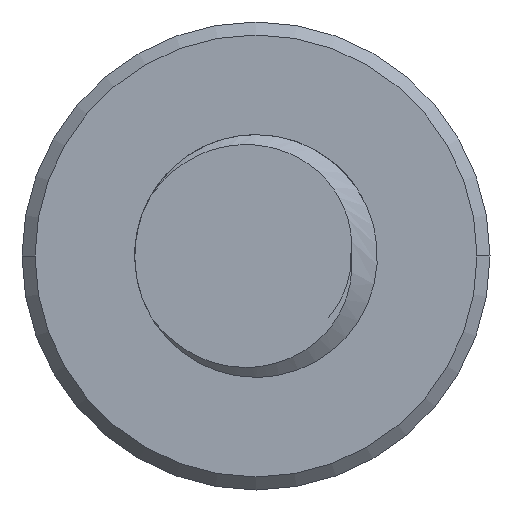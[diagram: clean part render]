
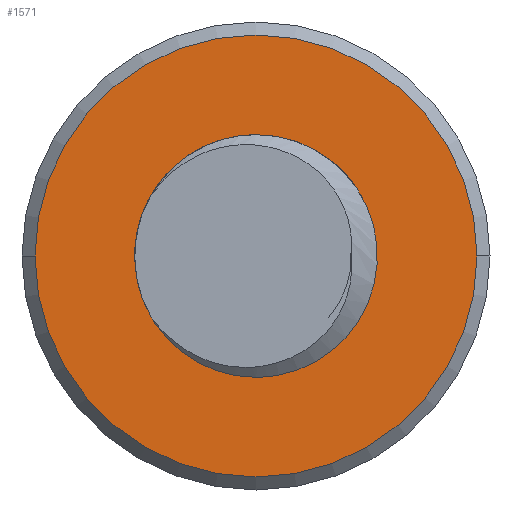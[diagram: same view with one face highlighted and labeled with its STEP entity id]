
A CAD part, front view. The second image highlights one B-rep face of the part: STEP entity #1571.
In plain terms, the highlighted planar face has unit normal (0, -1, 0).
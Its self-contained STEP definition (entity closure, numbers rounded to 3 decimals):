
#73 = VERTEX_POINT ( 'NONE', #3769 ) ;
#100 = AXIS2_PLACEMENT_3D ( 'NONE', #3873, #1572, #4242 ) ;
#199 = CARTESIAN_POINT ( 'NONE',  ( 4.035, 0., -0.372 ) ) ;
#280 = EDGE_LOOP ( 'NONE', ( #3439, #1921, #924 ) ) ;
#330 = CARTESIAN_POINT ( 'NONE',  ( 1.539, 0., -0.122 ) ) ;
#380 = FACE_BOUND ( 'NONE', #280, .T. ) ;
#405 = VERTEX_POINT ( 'NONE', #2650 ) ;
#584 = CARTESIAN_POINT ( 'NONE',  ( 4.099, 0., 0.172 ) ) ;
#692 = AXIS2_PLACEMENT_3D ( 'NONE', #1211, #3891, #1595 ) ;
#711 = CARTESIAN_POINT ( 'NONE',  ( 1.687, 0., -0.506 ) ) ;
#924 = ORIENTED_EDGE ( 'NONE', *, *, #4854, .F. ) ;
#933 = CARTESIAN_POINT ( 'NONE',  ( 2.75, 0., 1.4 ) ) ;
#956 = CARTESIAN_POINT ( 'NONE',  ( 2.2, 0., -0.953 ) ) ;
#969 = CARTESIAN_POINT ( 'NONE',  ( 0.2, 0., 0. ) ) ;
#975 = CARTESIAN_POINT ( 'NONE',  ( 4.021, 0., 0.575 ) ) ;
#1027 = CARTESIAN_POINT ( 'NONE',  ( 2.2, 0., -0.953 ) ) ;
#1088 = CARTESIAN_POINT ( 'NONE',  ( 2.613, 0., 1.388 ) ) ;
#1101 = CARTESIAN_POINT ( 'NONE',  ( 1.959, 0., -0.815 ) ) ;
#1134 = AXIS2_PLACEMENT_3D ( 'NONE', #4115, #4100, #4022 ) ;
#1211 = CARTESIAN_POINT ( 'NONE',  ( 2.75, 0., 0. ) ) ;
#1215 = EDGE_LOOP ( 'NONE', ( #1309, #4008 ) ) ;
#1290 = B_SPLINE_CURVE_WITH_KNOTS ( 'NONE', 3,
 ( #2995, #1088, #1465, #4137, #1854, #4500, #2244, #4869, #2625, #330, #3010, #711, #3395, #1101, #3772, #1485 ),
 .UNSPECIFIED., .F., .F.,
 ( 4, 2, 2, 2, 2, 2, 2, 4 ),
 ( 0., 0., 0.001, 0.002, 0.002, 0.002, 0.003, 0.003 ),
 .UNSPECIFIED. ) ;
#1309 = ORIENTED_EDGE ( 'NONE', *, *, #2249, .F. ) ;
#1334 = CARTESIAN_POINT ( 'NONE',  ( 2.703, 0., -1.162 ) ) ;
#1465 = CARTESIAN_POINT ( 'NONE',  ( 2.48, 0., 1.357 ) ) ;
#1485 = CARTESIAN_POINT ( 'NONE',  ( 2.2, 0., -0.953 ) ) ;
#1571 = ADVANCED_FACE ( 'NONE', ( #380, #3433 ), #4465, .F. ) ;
#1572 = DIRECTION ( 'NONE',  ( 0., -1., 0. ) ) ;
#1595 = DIRECTION ( 'NONE',  ( -1., 0., 0. ) ) ;
#1724 = CARTESIAN_POINT ( 'NONE',  ( 3.114, 0., -1.148 ) ) ;
#1854 = CARTESIAN_POINT ( 'NONE',  ( 2.106, 0., 1.186 ) ) ;
#1921 = ORIENTED_EDGE ( 'NONE', *, *, #3131, .F. ) ;
#2072 = DIRECTION ( 'NONE',  ( 0., 1., 0. ) ) ;
#2118 = CARTESIAN_POINT ( 'NONE',  ( 3.495, 0., -0.992 ) ) ;
#2244 = CARTESIAN_POINT ( 'NONE',  ( 1.631, 0., 0.685 ) ) ;
#2249 = EDGE_CURVE ( 'NONE', #4632, #405, #4092, .T. ) ;
#2467 = CIRCLE ( 'NONE', #100, 1.4 ) ;
#2499 = CARTESIAN_POINT ( 'NONE',  ( 3.903, 0., -0.626 ) ) ;
#2625 = CARTESIAN_POINT ( 'NONE',  ( 1.519, 0., 0.15 ) ) ;
#2650 = CARTESIAN_POINT ( 'NONE',  ( 5.3, 0., 0. ) ) ;
#2879 = CARTESIAN_POINT ( 'NONE',  ( 4.1, 0., 0.035 ) ) ;
#2896 = AXIS2_PLACEMENT_3D ( 'NONE', #4338, #2072, #4699 ) ;
#2995 = CARTESIAN_POINT ( 'NONE',  ( 2.75, 0., 1.4 ) ) ;
#3010 = CARTESIAN_POINT ( 'NONE',  ( 1.574, 0., -0.258 ) ) ;
#3131 = EDGE_CURVE ( 'NONE', #4714, #73, #3476, .T. ) ;
#3254 = CARTESIAN_POINT ( 'NONE',  ( 2.313, 0., -1.033 ) ) ;
#3271 = CARTESIAN_POINT ( 'NONE',  ( 4.06, 0., 0.444 ) ) ;
#3289 = CIRCLE ( 'NONE', #2896, 2.55 ) ;
#3395 = CARTESIAN_POINT ( 'NONE',  ( 1.767, 0., -0.621 ) ) ;
#3433 = FACE_OUTER_BOUND ( 'NONE', #1215, .T. ) ;
#3439 = ORIENTED_EDGE ( 'NONE', *, *, #3539, .F. ) ;
#3476 = B_SPLINE_CURVE_WITH_KNOTS ( 'NONE', 3,
 ( #956, #3254, #3633, #1334, #4006, #1724, #4386, #2118, #4743, #2499, #199, #2879, #584, #3271, #975, #3651 ),
 .UNSPECIFIED., .F., .F.,
 ( 4, 2, 2, 2, 2, 2, 2, 4 ),
 ( 0., 0., 0.001, 0.001, 0.002, 0.002, 0.003, 0.003 ),
 .UNSPECIFIED. ) ;
#3539 = EDGE_CURVE ( 'NONE', #73, #3968, #2467, .T. ) ;
#3633 = CARTESIAN_POINT ( 'NONE',  ( 2.437, 0., -1.091 ) ) ;
#3651 = CARTESIAN_POINT ( 'NONE',  ( 3.962, 0., 0.7 ) ) ;
#3769 = CARTESIAN_POINT ( 'NONE',  ( 3.962, 0., 0.7 ) ) ;
#3772 = CARTESIAN_POINT ( 'NONE',  ( 2.074, 0., -0.895 ) ) ;
#3873 = CARTESIAN_POINT ( 'NONE',  ( 2.75, 0., 0. ) ) ;
#3891 = DIRECTION ( 'NONE',  ( 0., 1., 0. ) ) ;
#3968 = VERTEX_POINT ( 'NONE', #933 ) ;
#4006 = CARTESIAN_POINT ( 'NONE',  ( 2.84, 0., -1.174 ) ) ;
#4008 = ORIENTED_EDGE ( 'NONE', *, *, #4517, .F. ) ;
#4022 = DIRECTION ( 'NONE',  ( -1., 0., 0. ) ) ;
#4092 = CIRCLE ( 'NONE', #692, 2.55 ) ;
#4100 = DIRECTION ( 'NONE',  ( 0., 1., 0. ) ) ;
#4115 = CARTESIAN_POINT ( 'NONE',  ( 0., 0., 0. ) ) ;
#4137 = CARTESIAN_POINT ( 'NONE',  ( 2.224, 0., 1.255 ) ) ;
#4242 = DIRECTION ( 'NONE',  ( 0., 0., 1. ) ) ;
#4338 = CARTESIAN_POINT ( 'NONE',  ( 2.75, 0., 0. ) ) ;
#4386 = CARTESIAN_POINT ( 'NONE',  ( 3.247, 0., -1.111 ) ) ;
#4465 = PLANE ( 'NONE',  #1134 ) ;
#4500 = CARTESIAN_POINT ( 'NONE',  ( 1.786, 0., 0.928 ) ) ;
#4517 = EDGE_CURVE ( 'NONE', #405, #4632, #3289, .T. ) ;
#4632 = VERTEX_POINT ( 'NONE', #969 ) ;
#4699 = DIRECTION ( 'NONE',  ( -1., 0., 0. ) ) ;
#4714 = VERTEX_POINT ( 'NONE', #1027 ) ;
#4743 = CARTESIAN_POINT ( 'NONE',  ( 3.608, 0., -0.913 ) ) ;
#4854 = EDGE_CURVE ( 'NONE', #3968, #4714, #1290, .T. ) ;
#4869 = CARTESIAN_POINT ( 'NONE',  ( 1.531, 0., 0.289 ) ) ;
